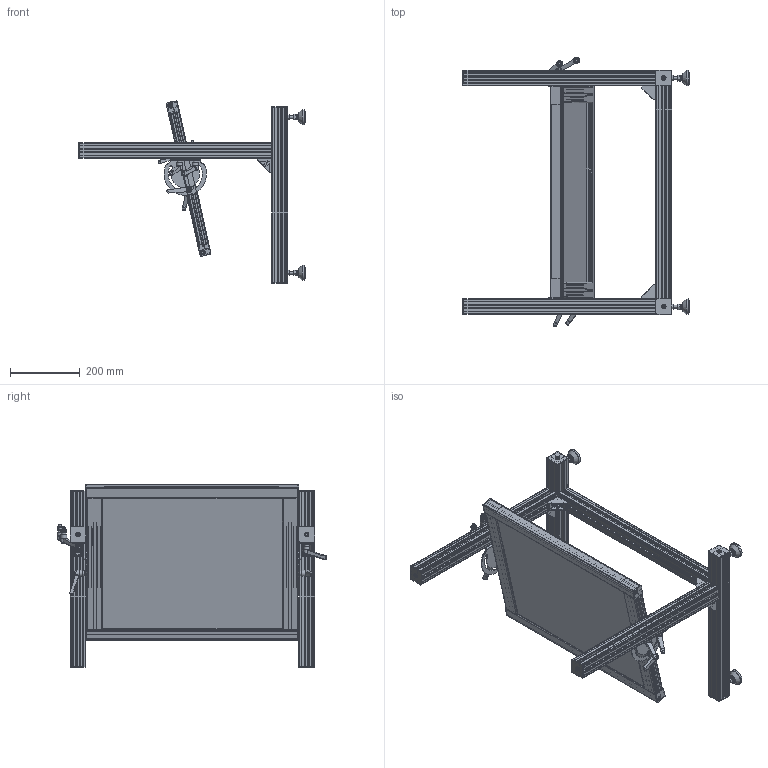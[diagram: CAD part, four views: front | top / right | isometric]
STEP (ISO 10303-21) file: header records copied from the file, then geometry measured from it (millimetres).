
FILE_DESCRIPTION(/* description */ (''),/* implementation_level */ '2;1');
FILE_NAME(/* name */ '32-0160-6BZ-01_Fusttze Standard ESD.step',/* time_stamp */ '2024-08-23T08:43:39+02:00',/* author */ ('Muellerj'),/* organization */ ('MiniTec GmbH & Co.KG'),/* preprocessor_version */ 'ST-DEVELOPER v19.2',/* originating_system */ 'Autodesk Inventor 2023',/* authorisation */ '');
FILE_SCHEMA (('CONFIG_CONTROL_DESIGN'));
Length unit declared in the file: millimetre
Products named in the file (27): MTW_1-00241783; CAD-000000123-01; CAD-000000123-01_1; CAD-000000123-01_2; leer; 22-1067-7FZ.003; leer_1; leer_2; 21-2901-0FZ.000; leer_3; leer_4; 21-0969-1FZ.001; leer_5; 26-3001-2FZ.001; leer_6; leer_7; leer_8; CAD-000000111-01; CAD-000000124-01; leer_9; 22-1062-7FZ.002; 21-1666-0FZ.001; leer_10; TischbelagESDplatingrau; 21-1390-0FZ.001; leer_11; Alu Klebeband 25 x 55m-500
Assembly tree (73 placements, depth 3):
  MTW_1-00241783
    CAD-000000123-01  x2
    CAD-000000123-01_1  x2
    CAD-000000123-01_2
    leer  x6
      22-1067-7FZ.003
      21-1666-0FZ.001
    leer_1  x4
      leer_2
      21-2901-0FZ.000
      leer_3
    leer_4  x4
      21-1390-0FZ.001
      21-0969-1FZ.001
      leer_5
    26-3001-2FZ.001  x2
    leer_6  x8
    leer_7  x2
    leer_8  x6
    21-1390-0FZ.001  x12
    CAD-000000111-01  x2
    CAD-000000124-01  x2
    leer_9  x4
      22-1062-7FZ.002
      21-1666-0FZ.001
    leer_10
    TischbelagESDplatingrau
    leer_11
    Alu Klebeband 25 x 55m-500
Bounding box: 648 x 772.95 x 522.91 mm (x, y, z)
Volume: 4827320.5 mm3; surface area: 3524040.6 mm2
Topology: 95 solids, 95 shells, 3110 faces, 8379 edges, 5555 vertices
Faces by surface type: plane 1674, cylinder 1213, cone 105, torus 98, sphere 16, bspline 4
Full cylindrical faces by diameter (mm): 5 x1, 6.647 x24, 8 x30, 8.4 x8, 8.5 x20, 11 x6, 12 x14, 13 x20, 13.5 x6, 14 x4, 16 x8, 17.498 x6
Entity records: 39092 total; most frequent: CARTESIAN_POINT 7093, DIRECTION 6665, ORIENTED_EDGE 6436, EDGE_CURVE 3218, AXIS2_PLACEMENT_3D 2274, VERTEX_POINT 2141, LINE 2117, VECTOR 2117
